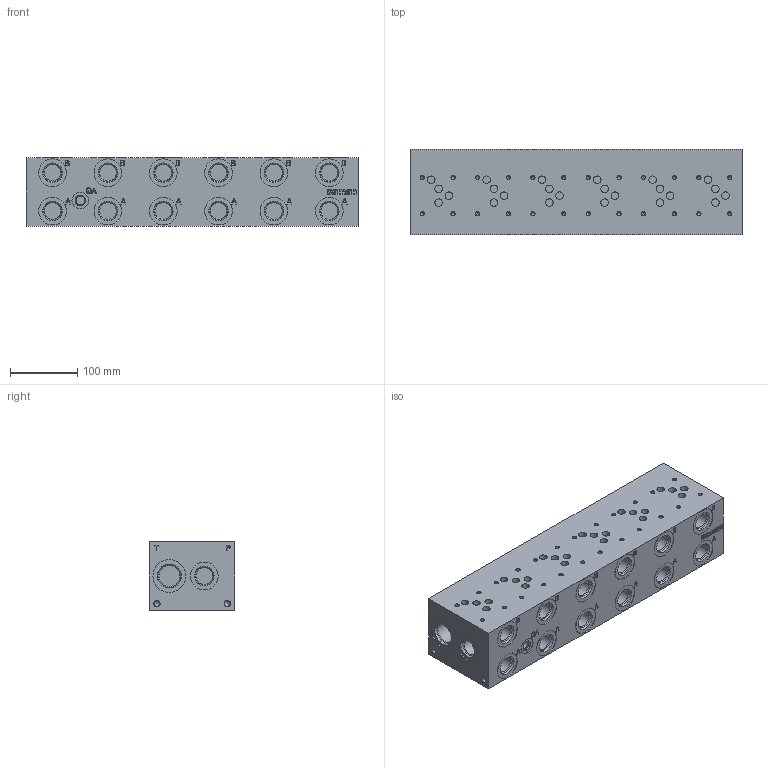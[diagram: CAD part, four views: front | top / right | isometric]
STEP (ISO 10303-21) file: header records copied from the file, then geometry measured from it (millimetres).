
FILE_DESCRIPTION( ( 'STEP AP214' ), ' ' );
FILE_NAME( 'AD05HP063S_S.stp', '2018-05-10T02:44:29', ( '' ), ( '' ), ' ', 'PARTsolutions', ' ' );
FILE_SCHEMA( ( 'AUTOMOTIVE_DESIGN { 1 0 10303 214 1 1 1 1 }' ) );
Length unit declared in the file: inch
Products named in the file (1): _AD05HP063S/S
Bounding box: 495.3 x 127 x 101.6 mm (x, y, z)
Volume: 6104580 mm3; surface area: 306482.3 mm2
Topology: 1 solids, 1 shells, 606 faces, 1398 edges, 902 vertices
Faces by surface type: plane 352, cylinder 160, cone 94
Full cylindrical faces by diameter (mm): 4.976 x24, 7.805 x4, 11.201 x24, 12.761 x1, 22.25 x1, 23.749 x1, 24.696 x14, 25.019 x1, 26.213 x1, 27.407 x1, 31.046 x2, 33.325 x1, 41.453 x14, 48.971 x2
Entity records: 20795 total; most frequent: DIRECTION 2777, CARTESIAN_POINT 2683, ORIENTED_EDGE 2358, EDGE_CURVE 1179, AXIS2_PLACEMENT_3D 991, EDGE_LOOP 899, VERTEX_POINT 897, LINE 795
